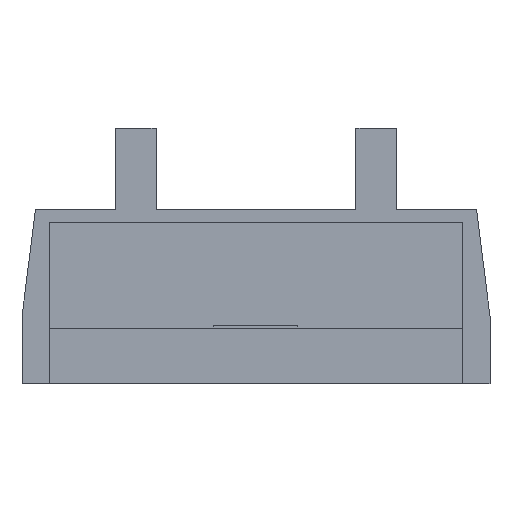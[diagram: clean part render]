
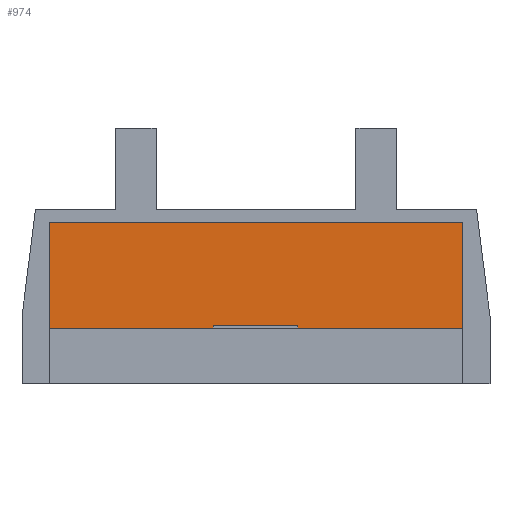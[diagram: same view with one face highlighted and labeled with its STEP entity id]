
A CAD part, front view. The second image highlights one B-rep face of the part: STEP entity #974.
In plain terms, the highlighted planar face has unit normal (0, -1, 0).
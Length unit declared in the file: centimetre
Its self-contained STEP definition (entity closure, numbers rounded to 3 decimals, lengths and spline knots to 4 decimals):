
#26 = AXIS2_PLACEMENT_3D ( 'NONE', #186, #1846, #2306 ) ;
#31 = DIRECTION ( 'NONE',  ( 0., 0., 1. ) ) ;
#54 = ORIENTED_EDGE ( 'NONE', *, *, #516, .F. ) ;
#95 = EDGE_CURVE ( 'NONE', #1959, #848, #1664, .T. ) ;
#186 = CARTESIAN_POINT ( 'NONE',  ( 0., 1.4391, -0.88 ) ) ;
#194 = VECTOR ( 'NONE', #1132, 100. ) ;
#195 = DIRECTION ( 'NONE',  ( -1., 0., 0. ) ) ;
#201 = VECTOR ( 'NONE', #3014, 100. ) ;
#209 = DIRECTION ( 'NONE',  ( -1., 0., 0. ) ) ;
#231 = CARTESIAN_POINT ( 'NONE',  ( 1.9425, 1.4391, -0.88 ) ) ;
#305 = CARTESIAN_POINT ( 'NONE',  ( 1.3175, 1.4391, -0.88 ) ) ;
#366 = DIRECTION ( 'NONE',  ( -1., 0., 0. ) ) ;
#373 = PLANE ( 'NONE',  #26 ) ;
#420 = ORIENTED_EDGE ( 'NONE', *, *, #2360, .T. ) ;
#496 = CARTESIAN_POINT ( 'NONE',  ( 1.9425, 1.4391, -0.86 ) ) ;
#516 = EDGE_CURVE ( 'NONE', #574, #1171, #814, .T. ) ;
#523 = ORIENTED_EDGE ( 'NONE', *, *, #2057, .F. ) ;
#574 = VERTEX_POINT ( 'NONE', #879 ) ;
#719 = VERTEX_POINT ( 'NONE', #1695 ) ;
#772 = CARTESIAN_POINT ( 'NONE',  ( 3.165, 1.4391, -0.88 ) ) ;
#814 = LINE ( 'NONE', #1299, #2266 ) ;
#848 = VERTEX_POINT ( 'NONE', #2214 ) ;
#879 = CARTESIAN_POINT ( 'NONE',  ( 3.165, 1.4391, -0.88 ) ) ;
#897 = CARTESIAN_POINT ( 'NONE',  ( 1.9425, 1.4391, -0.86 ) ) ;
#916 = LINE ( 'NONE', #2128, #2530 ) ;
#974 = ADVANCED_FACE ( 'NONE', ( #2098 ), #373, .F. ) ;
#1046 = CARTESIAN_POINT ( 'NONE',  ( 1.3175, 1.4391, -0.88 ) ) ;
#1102 = VERTEX_POINT ( 'NONE', #1233 ) ;
#1113 = EDGE_LOOP ( 'NONE', ( #1175, #1226, #1800, #420, #2557, #523, #54, #1936 ) ) ;
#1132 = DIRECTION ( 'NONE',  ( 0., 0., 1. ) ) ;
#1171 = VERTEX_POINT ( 'NONE', #231 ) ;
#1175 = ORIENTED_EDGE ( 'NONE', *, *, #1571, .T. ) ;
#1226 = ORIENTED_EDGE ( 'NONE', *, *, #2134, .F. ) ;
#1233 = CARTESIAN_POINT ( 'NONE',  ( 1.3175, 1.4391, -0.86 ) ) ;
#1247 = LINE ( 'NONE', #772, #2631 ) ;
#1299 = CARTESIAN_POINT ( 'NONE',  ( 0., 1.4391, -0.88 ) ) ;
#1333 = DIRECTION ( 'NONE',  ( -1., 0., 0. ) ) ;
#1396 = EDGE_CURVE ( 'NONE', #2298, #1102, #3064, .T. ) ;
#1571 = EDGE_CURVE ( 'NONE', #719, #2637, #916, .T. ) ;
#1622 = VECTOR ( 'NONE', #1333, 100. ) ;
#1654 = CARTESIAN_POINT ( 'NONE',  ( 0.1, 1.4391, -0.88 ) ) ;
#1664 = LINE ( 'NONE', #2380, #2503 ) ;
#1670 = VECTOR ( 'NONE', #2622, 100. ) ;
#1695 = CARTESIAN_POINT ( 'NONE',  ( 3.165, 1.4391, -0.1 ) ) ;
#1800 = ORIENTED_EDGE ( 'NONE', *, *, #95, .F. ) ;
#1846 = DIRECTION ( 'NONE',  ( 0., 1., 0. ) ) ;
#1936 = ORIENTED_EDGE ( 'NONE', *, *, #2284, .T. ) ;
#1959 = VERTEX_POINT ( 'NONE', #1046 ) ;
#2048 = CARTESIAN_POINT ( 'NONE',  ( 1.9425, 1.4391, -0.88 ) ) ;
#2057 = EDGE_CURVE ( 'NONE', #1171, #2298, #2291, .T. ) ;
#2098 = FACE_OUTER_BOUND ( 'NONE', #1113, .T. ) ;
#2128 = CARTESIAN_POINT ( 'NONE',  ( 0., 1.4391, -0.1 ) ) ;
#2134 = EDGE_CURVE ( 'NONE', #848, #2637, #2370, .T. ) ;
#2214 = CARTESIAN_POINT ( 'NONE',  ( 0.1, 1.4391, -0.88 ) ) ;
#2266 = VECTOR ( 'NONE', #366, 100. ) ;
#2284 = EDGE_CURVE ( 'NONE', #574, #719, #1247, .T. ) ;
#2291 = LINE ( 'NONE', #2048, #201 ) ;
#2298 = VERTEX_POINT ( 'NONE', #496 ) ;
#2306 = DIRECTION ( 'NONE',  ( 0., 0., 1. ) ) ;
#2360 = EDGE_CURVE ( 'NONE', #1959, #1102, #2479, .T. ) ;
#2370 = LINE ( 'NONE', #1654, #1670 ) ;
#2380 = CARTESIAN_POINT ( 'NONE',  ( 0., 1.4391, -0.88 ) ) ;
#2479 = LINE ( 'NONE', #305, #194 ) ;
#2503 = VECTOR ( 'NONE', #209, 100. ) ;
#2530 = VECTOR ( 'NONE', #195, 100. ) ;
#2557 = ORIENTED_EDGE ( 'NONE', *, *, #1396, .F. ) ;
#2622 = DIRECTION ( 'NONE',  ( 0., 0., 1. ) ) ;
#2631 = VECTOR ( 'NONE', #31, 100. ) ;
#2637 = VERTEX_POINT ( 'NONE', #2903 ) ;
#2903 = CARTESIAN_POINT ( 'NONE',  ( 0.1, 1.4391, -0.1 ) ) ;
#3014 = DIRECTION ( 'NONE',  ( 0., 0., 1. ) ) ;
#3064 = LINE ( 'NONE', #897, #1622 ) ;
